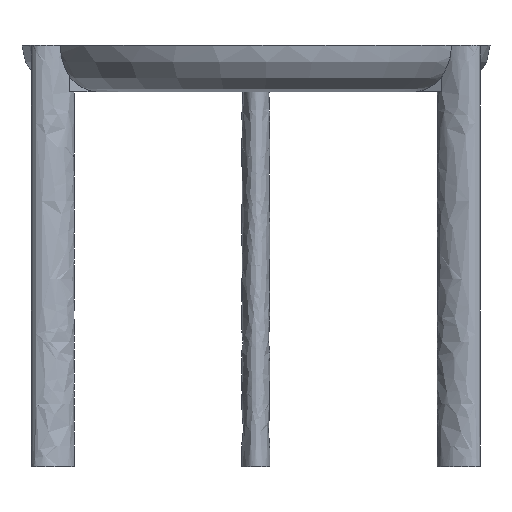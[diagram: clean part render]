
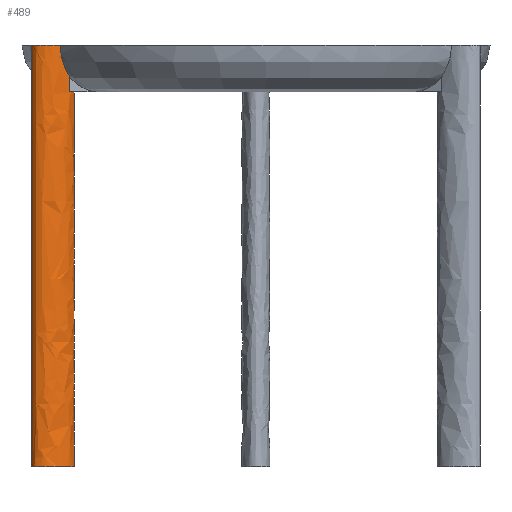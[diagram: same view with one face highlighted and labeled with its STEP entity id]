
A CAD part, front view. The second image highlights one B-rep face of the part: STEP entity #489.
In plain terms, the highlighted free-form (B-spline) face has degree [2, 1] with [9, 2] control points.
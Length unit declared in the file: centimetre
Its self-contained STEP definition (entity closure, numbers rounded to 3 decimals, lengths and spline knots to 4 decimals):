
#15=FACE_BOUND('',#652,.T.);
#30=(
BOUNDED_CURVE()
B_SPLINE_CURVE(1,(#8561,#8562),.UNSPECIFIED.,.F.,.F.)
B_SPLINE_CURVE_WITH_KNOTS((2,2),(0.,450.),.UNSPECIFIED.)
CURVE()
GEOMETRIC_REPRESENTATION_ITEM()
RATIONAL_B_SPLINE_CURVE((1.,1.))
REPRESENTATION_ITEM('')
);
#31=(
BOUNDED_CURVE()
B_SPLINE_CURVE(2,(#8563,#8564,#8565,#8566,#8567,#8568,#8569,#8570,#8571),
 .UNSPECIFIED.,.T.,.F.)
B_SPLINE_CURVE_WITH_KNOTS((3,2,2,2,3),(-6.2832,-4.7124,
-3.1416,-1.5708,0.),.UNSPECIFIED.)
CURVE()
GEOMETRIC_REPRESENTATION_ITEM()
RATIONAL_B_SPLINE_CURVE((1.,0.707,1.,0.707,1.,0.707,
1.,0.707,1.))
REPRESENTATION_ITEM('')
);
#32=(
BOUNDED_CURVE()
B_SPLINE_CURVE(2,(#8574,#8575,#8576,#8577,#8578),.UNSPECIFIED.,.F.,.F.)
B_SPLINE_CURVE_WITH_KNOTS((3,2,3),(2.1662,3.1416,4.117),
 .UNSPECIFIED.)
CURVE()
GEOMETRIC_REPRESENTATION_ITEM()
RATIONAL_B_SPLINE_CURVE((1.,0.881,1.,0.881,1.))
REPRESENTATION_ITEM('')
);
#33=(
BOUNDED_CURVE()
B_SPLINE_CURVE(2,(#8582,#8583,#8584,#8585,#8586),.UNSPECIFIED.,.F.,.F.)
B_SPLINE_CURVE_WITH_KNOTS((3,2,3),(-4.117,-3.1416,
-2.1662),.UNSPECIFIED.)
CURVE()
GEOMETRIC_REPRESENTATION_ITEM()
RATIONAL_B_SPLINE_CURVE((1.,0.881,1.,0.881,
1.))
REPRESENTATION_ITEM('')
);
#34=(
BOUNDED_CURVE()
B_SPLINE_CURVE(2,(#8590,#8591,#8592,#8593,#8594,#8595,#8596,#8597,#8598,
#8599,#8600,#8601,#8602),.UNSPECIFIED.,.T.,.F.)
B_SPLINE_CURVE_WITH_KNOTS((3,2,2,2,2,2,3),(0.,1.5708,1.5907,
3.1416,4.6925,4.7124,6.2832),
 .UNSPECIFIED.)
CURVE()
GEOMETRIC_REPRESENTATION_ITEM()
RATIONAL_B_SPLINE_CURVE((1.,0.707,1.,0.996,0.993,
0.711,1.,0.711,0.993,0.996,
1.,0.707,1.))
REPRESENTATION_ITEM('')
);
#57=(
BOUNDED_SURFACE()
B_SPLINE_SURFACE(2,1,((#8534,#8535),(#8536,#8537),(#8538,#8539),(#8540,
#8541),(#8542,#8543),(#8544,#8545),(#8546,#8547),(#8548,#8549),(#8550,#8551)),
 .UNSPECIFIED.,.T.,.F.,.F.)
B_SPLINE_SURFACE_WITH_KNOTS((3,2,2,2,3),(2,2),(0.,1.5708,3.1416,
4.7124,6.2832),(0.,450.),.UNSPECIFIED.)
GEOMETRIC_REPRESENTATION_ITEM()
RATIONAL_B_SPLINE_SURFACE(((1.,1.),(0.707,0.707),
(1.,1.),(0.707,0.707),(1.,1.),(0.707,
0.707),(1.,1.),(0.707,0.707),(1.,1.)))
REPRESENTATION_ITEM('')
SURFACE()
);
#489=ADVANCED_FACE('',(#570,#15),#57,.T.);
#570=FACE_OUTER_BOUND('',#651,.T.);
#651=EDGE_LOOP('',(#978,#979,#980,#981));
#652=EDGE_LOOP('',(#982,#983,#984,#985));
#978=ORIENTED_EDGE('',*,*,#1248,.T.);
#979=ORIENTED_EDGE('',*,*,#1241,.T.);
#980=ORIENTED_EDGE('',*,*,#1242,.T.);
#981=ORIENTED_EDGE('',*,*,#1241,.F.);
#982=ORIENTED_EDGE('',*,*,#1245,.T.);
#983=ORIENTED_EDGE('',*,*,#1246,.T.);
#984=ORIENTED_EDGE('',*,*,#1247,.T.);
#985=ORIENTED_EDGE('',*,*,#1244,.T.);
#1241=EDGE_CURVE('',#1670,#1671,#30,.T.);
#1242=EDGE_CURVE('',#1671,#1671,#31,.T.);
#1244=EDGE_CURVE('',#1668,#1669,#32,.T.);
#1245=EDGE_CURVE('',#1669,#1666,#1481,.T.);
#1246=EDGE_CURVE('',#1666,#1667,#33,.T.);
#1247=EDGE_CURVE('',#1667,#1668,#1482,.T.);
#1248=EDGE_CURVE('',#1670,#1670,#34,.T.);
#1481=B_SPLINE_CURVE_WITH_KNOTS('',1,(#8579,#8580,#8581),.UNSPECIFIED.,
 .F.,.F.,(2,1,2),(-50.,-34.1666,-29.),
 .UNSPECIFIED.);
#1482=B_SPLINE_CURVE_WITH_KNOTS('',1,(#8587,#8588,#8589),.UNSPECIFIED.,
 .F.,.F.,(2,1,2),(29.,34.1666,50.),
 .UNSPECIFIED.);
#1666=VERTEX_POINT('',#8555);
#1667=VERTEX_POINT('',#8556);
#1668=VERTEX_POINT('',#8557);
#1669=VERTEX_POINT('',#8558);
#1670=VERTEX_POINT('',#8559);
#1671=VERTEX_POINT('',#8560);
#8534=CARTESIAN_POINT('',(-23.8157,11.25,0.));
#8535=CARTESIAN_POINT('',(-23.8157,11.25,-45.));
#8536=CARTESIAN_POINT('',(-24.5657,12.549,0.));
#8537=CARTESIAN_POINT('',(-24.5657,12.549,-45.));
#8538=CARTESIAN_POINT('',(-22.4006,13.799,0.));
#8539=CARTESIAN_POINT('',(-22.4006,13.799,-45.));
#8540=CARTESIAN_POINT('',(-20.2356,15.049,0.));
#8541=CARTESIAN_POINT('',(-20.2356,15.049,-45.));
#8542=CARTESIAN_POINT('',(-19.4856,13.75,0.));
#8543=CARTESIAN_POINT('',(-19.4856,13.75,-45.));
#8544=CARTESIAN_POINT('',(-18.7356,12.451,0.));
#8545=CARTESIAN_POINT('',(-18.7356,12.451,-45.));
#8546=CARTESIAN_POINT('',(-20.9006,11.201,0.));
#8547=CARTESIAN_POINT('',(-20.9006,11.201,-45.));
#8548=CARTESIAN_POINT('',(-23.0657,9.951,0.));
#8549=CARTESIAN_POINT('',(-23.0657,9.951,-45.));
#8550=CARTESIAN_POINT('',(-23.8157,11.25,0.));
#8551=CARTESIAN_POINT('',(-23.8157,11.25,-45.));
#8555=CARTESIAN_POINT('',(-19.8289,12.1084,-2.9));
#8556=CARTESIAN_POINT('',(-21.0789,14.2735,-2.9));
#8557=CARTESIAN_POINT('',(-21.0789,14.2735,-5.));
#8558=CARTESIAN_POINT('',(-19.8289,12.1084,-5.));
#8559=CARTESIAN_POINT('',(-23.8157,11.25,0.));
#8560=CARTESIAN_POINT('',(-23.8157,11.25,-45.));
#8561=CARTESIAN_POINT('',(-23.8157,11.25,0.));
#8562=CARTESIAN_POINT('',(-23.8157,11.25,-45.));
#8563=CARTESIAN_POINT('',(-23.8157,11.25,-45.));
#8564=CARTESIAN_POINT('',(-23.0657,9.951,-45.));
#8565=CARTESIAN_POINT('',(-20.9006,11.201,-45.));
#8566=CARTESIAN_POINT('',(-18.7356,12.451,-45.));
#8567=CARTESIAN_POINT('',(-19.4856,13.75,-45.));
#8568=CARTESIAN_POINT('',(-20.2356,15.049,-45.));
#8569=CARTESIAN_POINT('',(-22.4006,13.799,-45.));
#8570=CARTESIAN_POINT('',(-24.5657,12.549,-45.));
#8571=CARTESIAN_POINT('',(-23.8157,11.25,-45.));
#8574=CARTESIAN_POINT('',(-21.0789,14.2735,-5.));
#8575=CARTESIAN_POINT('',(-19.8881,14.4472,-5.));
#8576=CARTESIAN_POINT('',(-19.4856,13.75,-5.));
#8577=CARTESIAN_POINT('',(-19.0831,13.0528,-5.));
#8578=CARTESIAN_POINT('',(-19.8289,12.1084,-5.));
#8579=CARTESIAN_POINT('',(-19.8289,12.1084,-5.));
#8580=CARTESIAN_POINT('',(-19.8288,12.1084,-3.4167));
#8581=CARTESIAN_POINT('',(-19.8289,12.1084,-2.9));
#8582=CARTESIAN_POINT('',(-19.8289,12.1084,-2.9));
#8583=CARTESIAN_POINT('',(-19.0831,13.0528,-2.9));
#8584=CARTESIAN_POINT('',(-19.4856,13.75,-2.9));
#8585=CARTESIAN_POINT('',(-19.8881,14.4472,-2.9));
#8586=CARTESIAN_POINT('',(-21.0789,14.2735,-2.9));
#8587=CARTESIAN_POINT('',(-21.0789,14.2735,-2.9));
#8588=CARTESIAN_POINT('',(-21.0788,14.2735,-3.4167));
#8589=CARTESIAN_POINT('',(-21.0789,14.2735,-5.));
#8590=CARTESIAN_POINT('',(-23.8157,11.25,0.));
#8591=CARTESIAN_POINT('',(-24.5657,12.549,0.));
#8592=CARTESIAN_POINT('',(-22.4006,13.799,0.));
#8593=CARTESIAN_POINT('',(-22.3811,13.8103,0.));
#8594=CARTESIAN_POINT('',(-22.3615,13.8213,0.));
#8595=CARTESIAN_POINT('',(-20.2222,15.0258,0.));
#8596=CARTESIAN_POINT('',(-19.4856,13.75,0.));
#8597=CARTESIAN_POINT('',(-18.749,12.4741,0.));
#8598=CARTESIAN_POINT('',(-20.8618,11.2237,0.));
#8599=CARTESIAN_POINT('',(-20.8811,11.2122,0.));
#8600=CARTESIAN_POINT('',(-20.9006,11.201,0.));
#8601=CARTESIAN_POINT('',(-23.0657,9.951,0.));
#8602=CARTESIAN_POINT('',(-23.8157,11.25,0.));
